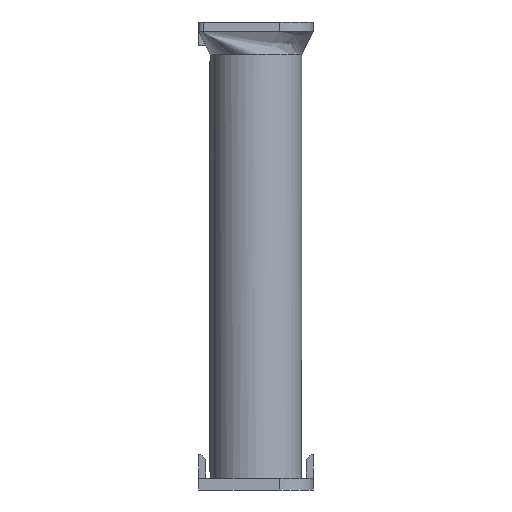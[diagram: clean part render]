
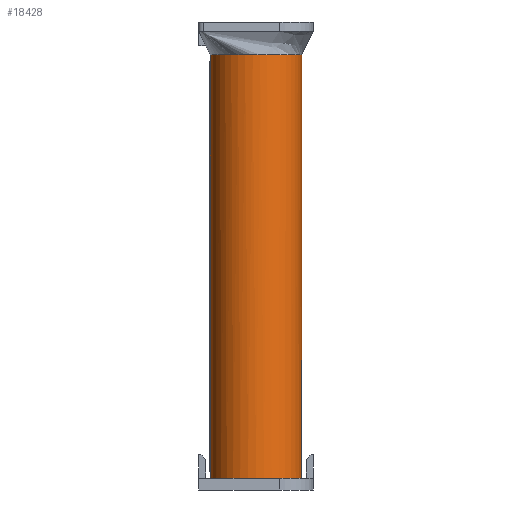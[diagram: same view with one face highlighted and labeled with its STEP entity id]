
A CAD part, left-side view. The second image highlights one B-rep face of the part: STEP entity #18428.
In plain terms, the highlighted cylindrical face has radius 19.4 mm (diameter 38.8 mm), a partial arc.
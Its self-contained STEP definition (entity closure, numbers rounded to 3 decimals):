
#349=CYLINDRICAL_SURFACE('',#19582,19.4);
#455=CIRCLE('',#19565,19.4);
#456=CIRCLE('',#19566,19.4);
#457=CIRCLE('',#19567,19.4);
#467=CIRCLE('',#19583,19.4);
#624=FACE_OUTER_BOUND('',#1948,.T.);
#1948=EDGE_LOOP('',(#13412,#13413,#13414,#13415,#13416,#13417));
#3036=LINE('',#25944,#5496);
#3261=LINE('',#26392,#5721);
#5496=VECTOR('',#20877,10.);
#5721=VECTOR('',#21104,10.);
#7990=VERTEX_POINT('',#25941);
#7991=VERTEX_POINT('',#25943);
#8212=VERTEX_POINT('',#26389);
#8213=VERTEX_POINT('',#26391);
#8918=VERTEX_POINT('',#28125);
#8919=VERTEX_POINT('',#28127);
#9612=EDGE_CURVE('',#7991,#7990,#3036,.T.);
#9837=EDGE_CURVE('',#8212,#8213,#3261,.T.);
#10580=EDGE_CURVE('',#8918,#8213,#455,.F.);
#10581=EDGE_CURVE('',#8919,#8918,#456,.F.);
#10582=EDGE_CURVE('',#7990,#8919,#457,.F.);
#10594=EDGE_CURVE('',#7991,#8212,#467,.T.);
#13412=ORIENTED_EDGE('',*,*,#10594,.F.);
#13413=ORIENTED_EDGE('',*,*,#9612,.T.);
#13414=ORIENTED_EDGE('',*,*,#10582,.T.);
#13415=ORIENTED_EDGE('',*,*,#10581,.T.);
#13416=ORIENTED_EDGE('',*,*,#10580,.T.);
#13417=ORIENTED_EDGE('',*,*,#9837,.F.);
#18428=ADVANCED_FACE('',(#624),#349,.T.);
#19565=AXIS2_PLACEMENT_3D('',#28126,#21936,#21937);
#19566=AXIS2_PLACEMENT_3D('',#28128,#21938,#21939);
#19567=AXIS2_PLACEMENT_3D('',#28129,#21940,#21941);
#19582=AXIS2_PLACEMENT_3D('',#28150,#21972,#21973);
#19583=AXIS2_PLACEMENT_3D('',#28151,#21974,#21975);
#20877=DIRECTION('',(0.,0.,1.));
#21104=DIRECTION('',(0.,0.,1.));
#21936=DIRECTION('center_axis',(0.,0.,1.));
#21937=DIRECTION('ref_axis',(0.,1.,0.));
#21938=DIRECTION('center_axis',(0.,0.,1.));
#21939=DIRECTION('ref_axis',(0.,1.,0.));
#21940=DIRECTION('center_axis',(0.,0.,1.));
#21941=DIRECTION('ref_axis',(0.,1.,0.));
#21972=DIRECTION('center_axis',(0.,0.,1.));
#21973=DIRECTION('ref_axis',(0.,1.,0.));
#21974=DIRECTION('center_axis',(0.,0.,-1.));
#21975=DIRECTION('ref_axis',(0.,1.,0.));
#25941=CARTESIAN_POINT('',(-74.,-49.4,85.));
#25943=CARTESIAN_POINT('',(-74.,-49.4,-95.));
#25944=CARTESIAN_POINT('',(-74.,-49.4,-100.));
#26389=CARTESIAN_POINT('',(-74.,-10.6,-95.));
#26391=CARTESIAN_POINT('',(-74.,-10.6,85.));
#26392=CARTESIAN_POINT('',(-74.,-10.6,-100.));
#28125=CARTESIAN_POINT('',(-93.316,-31.802,85.));
#28126=CARTESIAN_POINT('Origin',(-74.,-30.,85.));
#28127=CARTESIAN_POINT('',(-84.261,-46.464,85.));
#28128=CARTESIAN_POINT('Origin',(-74.,-30.,85.));
#28129=CARTESIAN_POINT('Origin',(-74.,-30.,85.));
#28150=CARTESIAN_POINT('Origin',(-74.,-30.,-100.));
#28151=CARTESIAN_POINT('Origin',(-74.,-30.,-95.));
